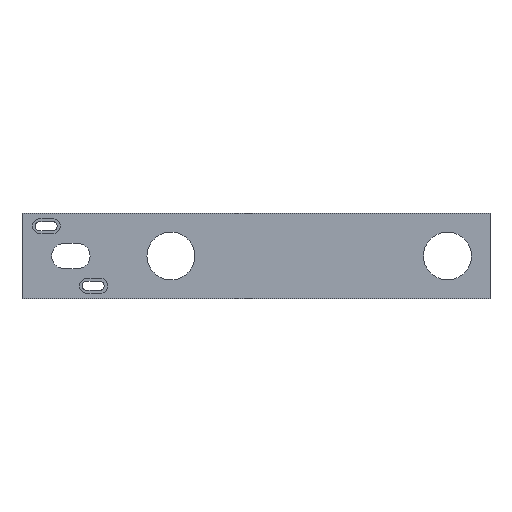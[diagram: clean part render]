
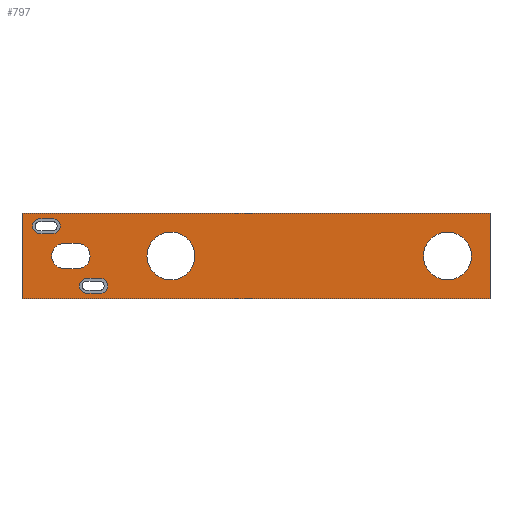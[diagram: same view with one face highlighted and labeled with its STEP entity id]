
A CAD part, left-side view. The second image highlights one B-rep face of the part: STEP entity #797.
In plain terms, the highlighted planar face has unit normal (-1, 0, 0).
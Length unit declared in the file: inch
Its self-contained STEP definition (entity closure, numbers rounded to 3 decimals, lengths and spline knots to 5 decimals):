
#30=FACE_BOUND('',#175,.T.);
#31=FACE_BOUND('',#176,.T.);
#32=FACE_BOUND('',#177,.T.);
#33=FACE_BOUND('',#178,.T.);
#34=FACE_BOUND('',#179,.T.);
#38=CIRCLE('',#824,0.175);
#40=CIRCLE('',#828,0.175);
#42=CIRCLE('',#832,0.175);
#44=CIRCLE('',#836,0.175);
#54=CIRCLE('',#857,0.3);
#56=CIRCLE('',#860,0.3);
#62=CIRCLE('',#871,0.5625);
#67=CIRCLE('',#878,0.5625);
#121=FACE_OUTER_BOUND('',#174,.T.);
#174=EDGE_LOOP('',(#703,#704,#705,#706));
#175=EDGE_LOOP('',(#707,#708,#709,#710));
#176=EDGE_LOOP('',(#711,#712,#713,#714));
#177=EDGE_LOOP('',(#715,#716,#717,#718));
#178=EDGE_LOOP('',(#719));
#179=EDGE_LOOP('',(#720));
#187=LINE('',#1123,#263);
#191=LINE('',#1135,#267);
#195=LINE('',#1147,#271);
#199=LINE('',#1159,#275);
#219=LINE('',#1219,#295);
#229=LINE('',#1250,#305);
#255=LINE('',#1326,#331);
#256=LINE('',#1329,#332);
#257=LINE('',#1331,#333);
#258=LINE('',#1332,#334);
#263=VECTOR('',#899,0.3937);
#267=VECTOR('',#911,0.3937);
#271=VECTOR('',#923,0.3937);
#275=VECTOR('',#935,0.3937);
#295=VECTOR('',#995,0.3937);
#305=VECTOR('',#1027,0.3937);
#331=VECTOR('',#1101,0.3937);
#332=VECTOR('',#1104,0.3937);
#333=VECTOR('',#1105,0.3937);
#334=VECTOR('',#1106,0.3937);
#339=VERTEX_POINT('',#1120);
#340=VERTEX_POINT('',#1122);
#342=VERTEX_POINT('',#1128);
#344=VERTEX_POINT('',#1134);
#347=VERTEX_POINT('',#1144);
#348=VERTEX_POINT('',#1146);
#350=VERTEX_POINT('',#1152);
#352=VERTEX_POINT('',#1158);
#371=VERTEX_POINT('',#1216);
#372=VERTEX_POINT('',#1218);
#378=VERTEX_POINT('',#1233);
#380=VERTEX_POINT('',#1239);
#386=VERTEX_POINT('',#1263);
#391=VERTEX_POINT('',#1277);
#407=VERTEX_POINT('',#1322);
#408=VERTEX_POINT('',#1324);
#409=VERTEX_POINT('',#1328);
#410=VERTEX_POINT('',#1330);
#413=EDGE_CURVE('',#340,#339,#187,.T.);
#416=EDGE_CURVE('',#342,#340,#38,.T.);
#419=EDGE_CURVE('',#344,#342,#191,.T.);
#422=EDGE_CURVE('',#339,#344,#40,.T.);
#425=EDGE_CURVE('',#348,#347,#195,.T.);
#428=EDGE_CURVE('',#350,#348,#42,.T.);
#431=EDGE_CURVE('',#352,#350,#199,.T.);
#434=EDGE_CURVE('',#347,#352,#44,.T.);
#461=EDGE_CURVE('',#372,#371,#219,.T.);
#468=EDGE_CURVE('',#378,#372,#54,.T.);
#472=EDGE_CURVE('',#371,#380,#56,.T.);
#477=EDGE_CURVE('',#380,#378,#229,.T.);
#485=EDGE_CURVE('',#386,#386,#62,.T.);
#492=EDGE_CURVE('',#391,#391,#67,.T.);
#515=EDGE_CURVE('',#407,#408,#255,.T.);
#516=EDGE_CURVE('',#409,#407,#256,.T.);
#517=EDGE_CURVE('',#410,#408,#257,.T.);
#518=EDGE_CURVE('',#409,#410,#258,.T.);
#703=ORIENTED_EDGE('',*,*,#516,.T.);
#704=ORIENTED_EDGE('',*,*,#515,.T.);
#705=ORIENTED_EDGE('',*,*,#517,.F.);
#706=ORIENTED_EDGE('',*,*,#518,.F.);
#707=ORIENTED_EDGE('',*,*,#419,.T.);
#708=ORIENTED_EDGE('',*,*,#416,.T.);
#709=ORIENTED_EDGE('',*,*,#413,.T.);
#710=ORIENTED_EDGE('',*,*,#422,.T.);
#711=ORIENTED_EDGE('',*,*,#431,.T.);
#712=ORIENTED_EDGE('',*,*,#428,.T.);
#713=ORIENTED_EDGE('',*,*,#425,.T.);
#714=ORIENTED_EDGE('',*,*,#434,.T.);
#715=ORIENTED_EDGE('',*,*,#477,.T.);
#716=ORIENTED_EDGE('',*,*,#468,.T.);
#717=ORIENTED_EDGE('',*,*,#461,.T.);
#718=ORIENTED_EDGE('',*,*,#472,.T.);
#719=ORIENTED_EDGE('',*,*,#485,.T.);
#720=ORIENTED_EDGE('',*,*,#492,.T.);
#759=PLANE('',#889);
#797=ADVANCED_FACE('',(#121,#30,#31,#32,#33,#34),#759,.T.);
#824=AXIS2_PLACEMENT_3D('',#1129,#905,#906);
#828=AXIS2_PLACEMENT_3D('',#1139,#917,#918);
#832=AXIS2_PLACEMENT_3D('',#1153,#929,#930);
#836=AXIS2_PLACEMENT_3D('',#1163,#941,#942);
#857=AXIS2_PLACEMENT_3D('',#1234,#1007,#1008);
#860=AXIS2_PLACEMENT_3D('',#1241,#1015,#1016);
#871=AXIS2_PLACEMENT_3D('',#1265,#1044,#1045);
#878=AXIS2_PLACEMENT_3D('',#1279,#1060,#1061);
#889=AXIS2_PLACEMENT_3D('',#1327,#1102,#1103);
#899=DIRECTION('',(0.,-1.,0.));
#905=DIRECTION('center_axis',(1.,0.,0.));
#906=DIRECTION('ref_axis',(0.,0.,1.));
#911=DIRECTION('',(0.,1.,0.));
#917=DIRECTION('center_axis',(1.,0.,0.));
#918=DIRECTION('ref_axis',(0.,0.,-1.));
#923=DIRECTION('',(0.,-1.,0.));
#929=DIRECTION('center_axis',(1.,0.,0.));
#930=DIRECTION('ref_axis',(0.,0.,1.));
#935=DIRECTION('',(0.,1.,0.));
#941=DIRECTION('center_axis',(1.,0.,0.));
#942=DIRECTION('ref_axis',(0.,0.,-1.));
#995=DIRECTION('',(0.,1.,0.));
#1007=DIRECTION('center_axis',(1.,0.,0.));
#1008=DIRECTION('ref_axis',(0.,0.,1.));
#1015=DIRECTION('center_axis',(1.,0.,0.));
#1016=DIRECTION('ref_axis',(0.,0.,-1.));
#1027=DIRECTION('',(0.,-1.,0.));
#1044=DIRECTION('center_axis',(1.,0.,0.));
#1045=DIRECTION('ref_axis',(0.,0.,-1.));
#1060=DIRECTION('center_axis',(1.,0.,0.));
#1061=DIRECTION('ref_axis',(0.,0.,-1.));
#1101=DIRECTION('',(0.,1.,0.));
#1102=DIRECTION('center_axis',(-1.,0.,0.));
#1103=DIRECTION('ref_axis',(0.,0.,1.));
#1104=DIRECTION('',(0.,0.,1.));
#1105=DIRECTION('',(0.,0.,1.));
#1106=DIRECTION('',(0.,1.,0.));
#1120=CARTESIAN_POINT('',(-0.5,9.15427,-0.5265));
#1122=CARTESIAN_POINT('',(-0.5,9.47595,-0.5265));
#1123=CARTESIAN_POINT('',(-0.5,4.73798,-0.5265));
#1128=CARTESIAN_POINT('',(-0.5,9.47595,-0.8765));
#1129=CARTESIAN_POINT('Origin',(-0.5,9.47595,-0.7015));
#1134=CARTESIAN_POINT('',(-0.5,9.15427,-0.8765));
#1135=CARTESIAN_POINT('',(-0.5,4.57713,-0.8765));
#1139=CARTESIAN_POINT('Origin',(-0.5,9.15427,-0.7015));
#1144=CARTESIAN_POINT('',(-0.5,10.27895,0.8765));
#1146=CARTESIAN_POINT('',(-0.5,10.57895,0.8765));
#1147=CARTESIAN_POINT('',(-0.5,5.28948,0.8765));
#1152=CARTESIAN_POINT('',(-0.5,10.57895,0.5265));
#1153=CARTESIAN_POINT('Origin',(-0.5,10.57895,0.7015));
#1158=CARTESIAN_POINT('',(-0.5,10.27895,0.5265));
#1159=CARTESIAN_POINT('',(-0.5,5.13948,0.5265));
#1163=CARTESIAN_POINT('Origin',(-0.5,10.27895,0.7015));
#1216=CARTESIAN_POINT('',(-0.5,10.,-0.3));
#1218=CARTESIAN_POINT('',(-0.5,9.7,-0.3));
#1219=CARTESIAN_POINT('',(-0.5,5.,-0.3));
#1233=CARTESIAN_POINT('',(-0.5,9.7,0.3));
#1234=CARTESIAN_POINT('Origin',(-0.5,9.7,0.));
#1239=CARTESIAN_POINT('',(-0.5,10.,0.3));
#1241=CARTESIAN_POINT('Origin',(-0.5,10.,0.));
#1250=CARTESIAN_POINT('',(-0.5,4.85,0.3));
#1263=CARTESIAN_POINT('',(-0.5,1.,0.5625));
#1265=CARTESIAN_POINT('Origin',(-0.5,1.,0.));
#1277=CARTESIAN_POINT('',(-0.5,7.5,0.5625));
#1279=CARTESIAN_POINT('Origin',(-0.5,7.5,0.));
#1322=CARTESIAN_POINT('',(-0.5,0.,1.));
#1324=CARTESIAN_POINT('',(-0.5,11.,1.));
#1326=CARTESIAN_POINT('',(-0.5,0.,1.));
#1327=CARTESIAN_POINT('Origin',(-0.5,0.,-1.));
#1328=CARTESIAN_POINT('',(-0.5,0.,-1.));
#1329=CARTESIAN_POINT('',(-0.5,0.,-1.));
#1330=CARTESIAN_POINT('',(-0.5,11.,-1.));
#1331=CARTESIAN_POINT('',(-0.5,11.,-1.));
#1332=CARTESIAN_POINT('',(-0.5,0.,-1.));
